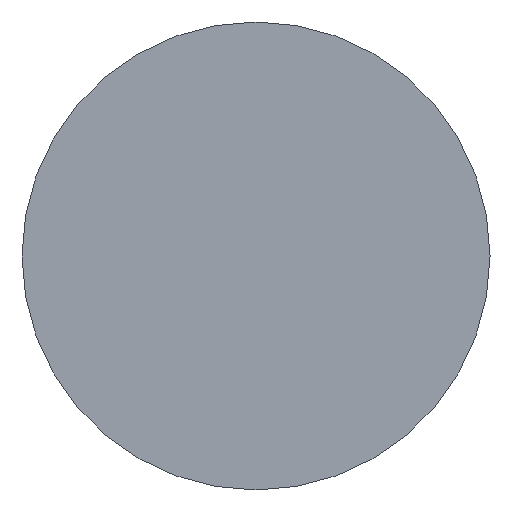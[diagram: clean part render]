
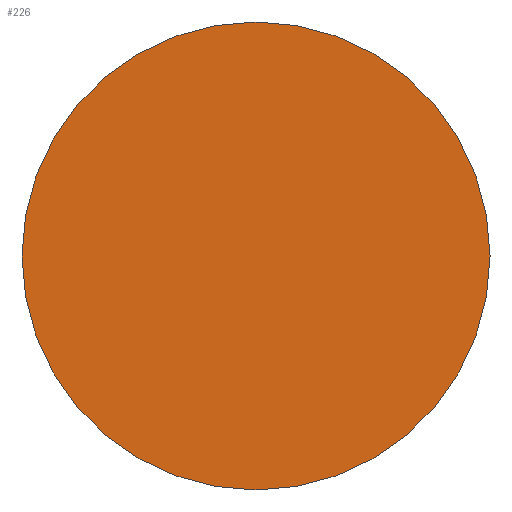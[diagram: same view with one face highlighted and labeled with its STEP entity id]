
A CAD part, front view. The second image highlights one B-rep face of the part: STEP entity #226.
In plain terms, the highlighted planar face has unit normal (0, -1, 0).
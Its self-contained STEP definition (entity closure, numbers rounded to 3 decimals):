
#226=ADVANCED_FACE('',(#247),#237,.T.);
#237=PLANE('',#338);
#247=FACE_OUTER_BOUND('',#265,.T.);
#265=EDGE_LOOP('',(#285));
#285=ORIENTED_EDGE('',*,*,#307,.T.);
#297=VERTEX_POINT('',#570);
#307=EDGE_CURVE('',#297,#297,#317,.T.);
#317=CIRCLE('',#337,30.);
#337=AXIS2_PLACEMENT_3D('',#569,#393,#394);
#338=AXIS2_PLACEMENT_3D('',#571,#395,#396);
#393=DIRECTION('',(0.,-1.,0.));
#394=DIRECTION('',(0.,0.,-1.));
#395=DIRECTION('',(0.,-1.,0.));
#396=DIRECTION('',(0.,0.,-1.));
#569=CARTESIAN_POINT('',(0.,0.,0.));
#570=CARTESIAN_POINT('',(0.,0.,-30.));
#571=CARTESIAN_POINT('',(0.,0.,0.));
